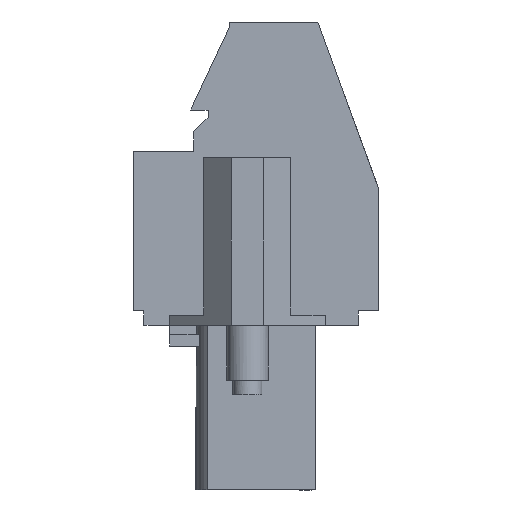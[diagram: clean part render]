
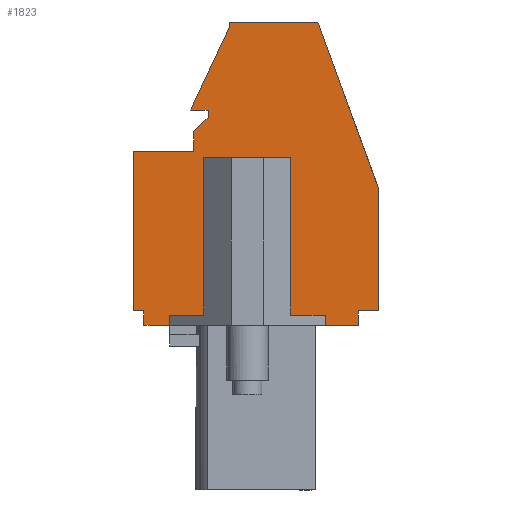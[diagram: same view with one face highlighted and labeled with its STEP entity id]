
A CAD part, left-side view. The second image highlights one B-rep face of the part: STEP entity #1823.
In plain terms, the highlighted planar face has unit normal (-1, 0, 0).
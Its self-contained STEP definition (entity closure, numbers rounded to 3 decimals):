
#759=AXIS2_PLACEMENT_3D('Plane Axis2P3D',#756,#757,#758) ;
#107=CARTESIAN_POINT('Line Origine',(3.47,1.782,7.95)) ;
#111=CARTESIAN_POINT('Vertex',(3.47,2.58,7.95)) ;
#113=CARTESIAN_POINT('Vertex',(3.47,0.983,7.95)) ;
#148=CARTESIAN_POINT('Vertex',(3.47,10.08,7.95)) ;
#151=CARTESIAN_POINT('Line Origine',(3.47,10.705,7.95)) ;
#155=CARTESIAN_POINT('Vertex',(3.47,11.33,7.95)) ;
#756=CARTESIAN_POINT('Axis2P3D Location',(3.47,0.,0.)) ;
#1679=CARTESIAN_POINT('Line Origine',(3.47,0.983,8.3)) ;
#1683=CARTESIAN_POINT('Vertex',(3.47,0.983,8.65)) ;
#1686=CARTESIAN_POINT('Line Origine',(3.47,0.492,8.65)) ;
#1690=CARTESIAN_POINT('Vertex',(3.47,0.,8.65)) ;
#1693=CARTESIAN_POINT('Line Origine',(3.47,0.,11.611)) ;
#1697=CARTESIAN_POINT('Vertex',(3.47,0.,14.572)) ;
#1700=CARTESIAN_POINT('Line Origine',(3.47,1.461,18.586)) ;
#1704=CARTESIAN_POINT('Vertex',(3.47,2.922,22.6)) ;
#1707=CARTESIAN_POINT('Line Origine',(3.47,5.052,22.6)) ;
#1711=CARTESIAN_POINT('Vertex',(3.47,7.181,22.6)) ;
#1714=CARTESIAN_POINT('Line Origine',(3.47,7.181,22.5)) ;
#1718=CARTESIAN_POINT('Vertex',(3.47,7.181,22.4)) ;
#1721=CARTESIAN_POINT('Line Origine',(3.47,8.126,20.375)) ;
#1725=CARTESIAN_POINT('Vertex',(3.47,9.07,18.35)) ;
#1728=CARTESIAN_POINT('Line Origine',(3.47,8.65,18.35)) ;
#1732=CARTESIAN_POINT('Vertex',(3.47,8.23,18.35)) ;
#1735=CARTESIAN_POINT('Line Origine',(3.47,8.23,18.175)) ;
#1739=CARTESIAN_POINT('Vertex',(3.47,8.23,18.)) ;
#1742=CARTESIAN_POINT('Line Origine',(3.47,8.58,17.65)) ;
#1746=CARTESIAN_POINT('Vertex',(3.47,8.93,17.3)) ;
#1749=CARTESIAN_POINT('Line Origine',(3.47,8.93,16.825)) ;
#1753=CARTESIAN_POINT('Vertex',(3.47,8.93,16.35)) ;
#1756=CARTESIAN_POINT('Line Origine',(3.47,10.38,16.35)) ;
#1760=CARTESIAN_POINT('Vertex',(3.47,11.83,16.35)) ;
#1763=CARTESIAN_POINT('Line Origine',(3.47,11.83,12.5)) ;
#1767=CARTESIAN_POINT('Vertex',(3.47,11.83,8.65)) ;
#1770=CARTESIAN_POINT('Line Origine',(3.47,11.58,8.65)) ;
#1774=CARTESIAN_POINT('Vertex',(3.47,11.33,8.65)) ;
#1777=CARTESIAN_POINT('Line Origine',(3.47,11.33,8.3)) ;
#1782=CARTESIAN_POINT('Line Origine',(3.47,10.08,8.2)) ;
#1786=CARTESIAN_POINT('Vertex',(3.47,10.08,8.45)) ;
#1789=CARTESIAN_POINT('Line Origine',(3.47,6.33,8.45)) ;
#1793=CARTESIAN_POINT('Vertex',(3.47,2.58,8.45)) ;
#1796=CARTESIAN_POINT('Line Origine',(3.47,2.58,8.2)) ;
#108=DIRECTION('Vector Direction',(0.,-1.,0.)) ;
#152=DIRECTION('Vector Direction',(0.,-1.,0.)) ;
#757=DIRECTION('Axis2P3D Direction',(-1.,0.,0.)) ;
#758=DIRECTION('Axis2P3D XDirection',(0.,0.,1.)) ;
#1680=DIRECTION('Vector Direction',(0.,0.,1.)) ;
#1687=DIRECTION('Vector Direction',(0.,-1.,0.)) ;
#1694=DIRECTION('Vector Direction',(0.,0.,1.)) ;
#1701=DIRECTION('Vector Direction',(0.,-0.342,-0.94)) ;
#1708=DIRECTION('Vector Direction',(0.,-1.,0.)) ;
#1715=DIRECTION('Vector Direction',(0.,0.,1.)) ;
#1722=DIRECTION('Vector Direction',(0.,-0.423,0.906)) ;
#1729=DIRECTION('Vector Direction',(0.,1.,0.)) ;
#1736=DIRECTION('Vector Direction',(0.,0.,1.)) ;
#1743=DIRECTION('Vector Direction',(0.,-0.707,0.707)) ;
#1750=DIRECTION('Vector Direction',(0.,0.,1.)) ;
#1757=DIRECTION('Vector Direction',(0.,-1.,0.)) ;
#1764=DIRECTION('Vector Direction',(0.,0.,1.)) ;
#1771=DIRECTION('Vector Direction',(0.,1.,0.)) ;
#1778=DIRECTION('Vector Direction',(0.,0.,-1.)) ;
#1783=DIRECTION('Vector Direction',(0.,0.,1.)) ;
#1790=DIRECTION('Vector Direction',(0.,1.,0.)) ;
#1797=DIRECTION('Vector Direction',(0.,0.,1.)) ;
#109=VECTOR('Line Direction',#108,1.) ;
#153=VECTOR('Line Direction',#152,1.) ;
#1681=VECTOR('Line Direction',#1680,1.) ;
#1688=VECTOR('Line Direction',#1687,1.) ;
#1695=VECTOR('Line Direction',#1694,1.) ;
#1702=VECTOR('Line Direction',#1701,1.) ;
#1709=VECTOR('Line Direction',#1708,1.) ;
#1716=VECTOR('Line Direction',#1715,1.) ;
#1723=VECTOR('Line Direction',#1722,1.) ;
#1730=VECTOR('Line Direction',#1729,1.) ;
#1737=VECTOR('Line Direction',#1736,1.) ;
#1744=VECTOR('Line Direction',#1743,1.) ;
#1751=VECTOR('Line Direction',#1750,1.) ;
#1758=VECTOR('Line Direction',#1757,1.) ;
#1765=VECTOR('Line Direction',#1764,1.) ;
#1772=VECTOR('Line Direction',#1771,1.) ;
#1779=VECTOR('Line Direction',#1778,1.) ;
#1784=VECTOR('Line Direction',#1783,1.) ;
#1791=VECTOR('Line Direction',#1790,1.) ;
#1798=VECTOR('Line Direction',#1797,1.) ;
#1802=ORIENTED_EDGE('',*,*,#115,.T.) ;
#1803=ORIENTED_EDGE('',*,*,#1685,.T.) ;
#1804=ORIENTED_EDGE('',*,*,#1692,.T.) ;
#1805=ORIENTED_EDGE('',*,*,#1699,.T.) ;
#1806=ORIENTED_EDGE('',*,*,#1706,.T.) ;
#1807=ORIENTED_EDGE('',*,*,#1713,.T.) ;
#1808=ORIENTED_EDGE('',*,*,#1720,.T.) ;
#1809=ORIENTED_EDGE('',*,*,#1727,.T.) ;
#1810=ORIENTED_EDGE('',*,*,#1734,.T.) ;
#1811=ORIENTED_EDGE('',*,*,#1741,.T.) ;
#1812=ORIENTED_EDGE('',*,*,#1748,.T.) ;
#1813=ORIENTED_EDGE('',*,*,#1755,.T.) ;
#1814=ORIENTED_EDGE('',*,*,#1762,.T.) ;
#1815=ORIENTED_EDGE('',*,*,#1769,.T.) ;
#1816=ORIENTED_EDGE('',*,*,#1776,.T.) ;
#1817=ORIENTED_EDGE('',*,*,#1781,.T.) ;
#1818=ORIENTED_EDGE('',*,*,#157,.T.) ;
#1819=ORIENTED_EDGE('',*,*,#1788,.T.) ;
#1820=ORIENTED_EDGE('',*,*,#1795,.F.) ;
#1821=ORIENTED_EDGE('',*,*,#1800,.F.) ;
#1823=ADVANCED_FACE('HOUSING',(#1822),#760,.T.) ;
#115=EDGE_CURVE('',#112,#114,#110,.T.) ;
#157=EDGE_CURVE('',#156,#149,#154,.T.) ;
#1685=EDGE_CURVE('',#114,#1684,#1682,.T.) ;
#1692=EDGE_CURVE('',#1684,#1691,#1689,.T.) ;
#1699=EDGE_CURVE('',#1691,#1698,#1696,.T.) ;
#1706=EDGE_CURVE('',#1698,#1705,#1703,.F.) ;
#1713=EDGE_CURVE('',#1705,#1712,#1710,.F.) ;
#1720=EDGE_CURVE('',#1712,#1719,#1717,.F.) ;
#1727=EDGE_CURVE('',#1719,#1726,#1724,.F.) ;
#1734=EDGE_CURVE('',#1726,#1733,#1731,.F.) ;
#1741=EDGE_CURVE('',#1733,#1740,#1738,.F.) ;
#1748=EDGE_CURVE('',#1740,#1747,#1745,.F.) ;
#1755=EDGE_CURVE('',#1747,#1754,#1752,.F.) ;
#1762=EDGE_CURVE('',#1754,#1761,#1759,.F.) ;
#1769=EDGE_CURVE('',#1761,#1768,#1766,.F.) ;
#1776=EDGE_CURVE('',#1768,#1775,#1773,.F.) ;
#1781=EDGE_CURVE('',#1775,#156,#1780,.T.) ;
#1788=EDGE_CURVE('',#149,#1787,#1785,.T.) ;
#1795=EDGE_CURVE('',#1794,#1787,#1792,.T.) ;
#1800=EDGE_CURVE('',#112,#1794,#1799,.T.) ;
#1801=EDGE_LOOP('',(#1802,#1803,#1804,#1805,#1806,#1807,#1808,#1809,#1810,#1811,#1812,#1813,#1814,#1815,#1816,#1817,#1818,#1819,#1820,#1821)) ;
#1822=FACE_OUTER_BOUND('',#1801,.T.) ;
#110=LINE('Line',#107,#109) ;
#154=LINE('Line',#151,#153) ;
#1682=LINE('Line',#1679,#1681) ;
#1689=LINE('Line',#1686,#1688) ;
#1696=LINE('Line',#1693,#1695) ;
#1703=LINE('Line',#1700,#1702) ;
#1710=LINE('Line',#1707,#1709) ;
#1717=LINE('Line',#1714,#1716) ;
#1724=LINE('Line',#1721,#1723) ;
#1731=LINE('Line',#1728,#1730) ;
#1738=LINE('Line',#1735,#1737) ;
#1745=LINE('Line',#1742,#1744) ;
#1752=LINE('Line',#1749,#1751) ;
#1759=LINE('Line',#1756,#1758) ;
#1766=LINE('Line',#1763,#1765) ;
#1773=LINE('Line',#1770,#1772) ;
#1780=LINE('Line',#1777,#1779) ;
#1785=LINE('Line',#1782,#1784) ;
#1792=LINE('Line',#1789,#1791) ;
#1799=LINE('Line',#1796,#1798) ;
#760=PLANE('',#759) ;
#112=VERTEX_POINT('',#111) ;
#114=VERTEX_POINT('',#113) ;
#149=VERTEX_POINT('',#148) ;
#156=VERTEX_POINT('',#155) ;
#1684=VERTEX_POINT('',#1683) ;
#1691=VERTEX_POINT('',#1690) ;
#1698=VERTEX_POINT('',#1697) ;
#1705=VERTEX_POINT('',#1704) ;
#1712=VERTEX_POINT('',#1711) ;
#1719=VERTEX_POINT('',#1718) ;
#1726=VERTEX_POINT('',#1725) ;
#1733=VERTEX_POINT('',#1732) ;
#1740=VERTEX_POINT('',#1739) ;
#1747=VERTEX_POINT('',#1746) ;
#1754=VERTEX_POINT('',#1753) ;
#1761=VERTEX_POINT('',#1760) ;
#1768=VERTEX_POINT('',#1767) ;
#1775=VERTEX_POINT('',#1774) ;
#1787=VERTEX_POINT('',#1786) ;
#1794=VERTEX_POINT('',#1793) ;
